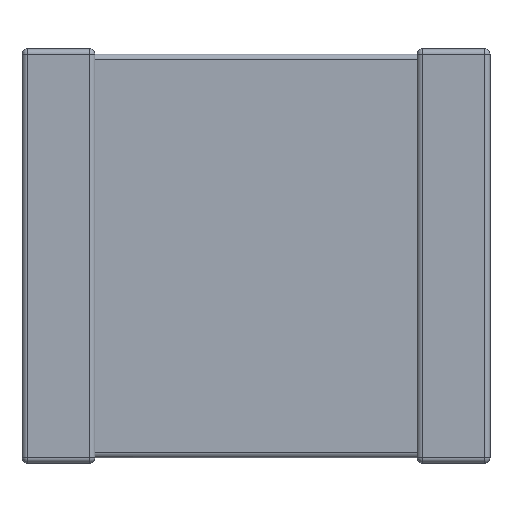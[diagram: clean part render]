
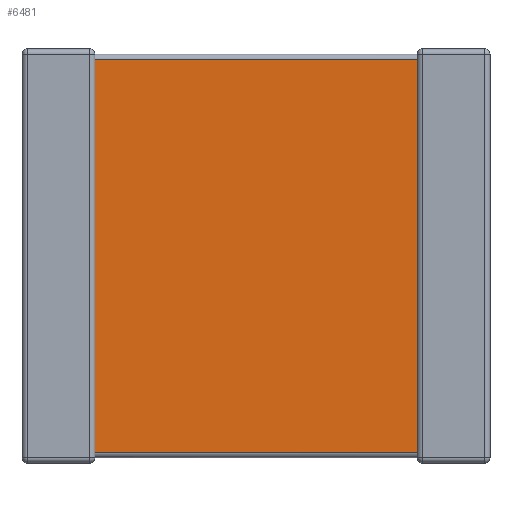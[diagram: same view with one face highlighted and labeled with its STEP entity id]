
A CAD part, front view. The second image highlights one B-rep face of the part: STEP entity #6481.
In plain terms, the highlighted planar face has unit normal (0, -1, 0).
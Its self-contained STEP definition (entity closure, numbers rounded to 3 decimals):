
#54 = ORIENTED_EDGE ( 'NONE', *, *, #5663, .T. ) ;
#222 = DIRECTION ( 'NONE',  ( 0., 0., 1. ) ) ;
#407 = CARTESIAN_POINT ( 'NONE',  ( 5.15, 0.07, -0.14 ) ) ;
#1457 = CARTESIAN_POINT ( 'NONE',  ( 5.15, 0.07, -5.4 ) ) ;
#1468 = CARTESIAN_POINT ( 'NONE',  ( 0.95, 0.07, -5.4 ) ) ;
#1603 = DIRECTION ( 'NONE',  ( -1., 0., 0. ) ) ;
#1622 = EDGE_LOOP ( 'NONE', ( #4800, #6265, #54, #3591 ) ) ;
#1886 = CARTESIAN_POINT ( 'NONE',  ( 5.15, 0.07, -5.26 ) ) ;
#1911 = EDGE_CURVE ( 'NONE', #5662, #3301, #2034, .T. ) ;
#2000 = VERTEX_POINT ( 'NONE', #407 ) ;
#2034 = LINE ( 'NONE', #1468, #4401 ) ;
#2165 = LINE ( 'NONE', #4413, #4893 ) ;
#2336 = VECTOR ( 'NONE', #222, 1000. ) ;
#2736 = CARTESIAN_POINT ( 'NONE',  ( 0.95, 0.07, -0.14 ) ) ;
#3301 = VERTEX_POINT ( 'NONE', #2736 ) ;
#3406 = DIRECTION ( 'NONE',  ( 0., 0., 1. ) ) ;
#3591 = ORIENTED_EDGE ( 'NONE', *, *, #3612, .T. ) ;
#3612 = EDGE_CURVE ( 'NONE', #2000, #3301, #2165, .T. ) ;
#3617 = CARTESIAN_POINT ( 'NONE',  ( 0.95, 0.07, -5.26 ) ) ;
#3764 = VECTOR ( 'NONE', #5124, 1000. ) ;
#3781 = FACE_OUTER_BOUND ( 'NONE', #1622, .T. ) ;
#4016 = DIRECTION ( 'NONE',  ( 0., -1., 0. ) ) ;
#4401 = VECTOR ( 'NONE', #3406, 1000. ) ;
#4413 = CARTESIAN_POINT ( 'NONE',  ( 0.95, 0.07, -0.14 ) ) ;
#4800 = ORIENTED_EDGE ( 'NONE', *, *, #1911, .F. ) ;
#4893 = VECTOR ( 'NONE', #1603, 1000. ) ;
#5124 = DIRECTION ( 'NONE',  ( 1., 0., 0. ) ) ;
#5271 = EDGE_CURVE ( 'NONE', #5662, #6502, #6386, .T. ) ;
#5317 = AXIS2_PLACEMENT_3D ( 'NONE', #6379, #4016, #6263 ) ;
#5662 = VERTEX_POINT ( 'NONE', #3617 ) ;
#5663 = EDGE_CURVE ( 'NONE', #6502, #2000, #7015, .T. ) ;
#5742 = CARTESIAN_POINT ( 'NONE',  ( 5.15, 0.07, -5.26 ) ) ;
#6012 = PLANE ( 'NONE',  #5317 ) ;
#6263 = DIRECTION ( 'NONE',  ( 0., 0., -1. ) ) ;
#6265 = ORIENTED_EDGE ( 'NONE', *, *, #5271, .T. ) ;
#6379 = CARTESIAN_POINT ( 'NONE',  ( 0.95, 0.07, -5.4 ) ) ;
#6386 = LINE ( 'NONE', #1886, #3764 ) ;
#6481 = ADVANCED_FACE ( 'NONE', ( #3781 ), #6012, .T. ) ;
#6502 = VERTEX_POINT ( 'NONE', #5742 ) ;
#7015 = LINE ( 'NONE', #1457, #2336 ) ;
